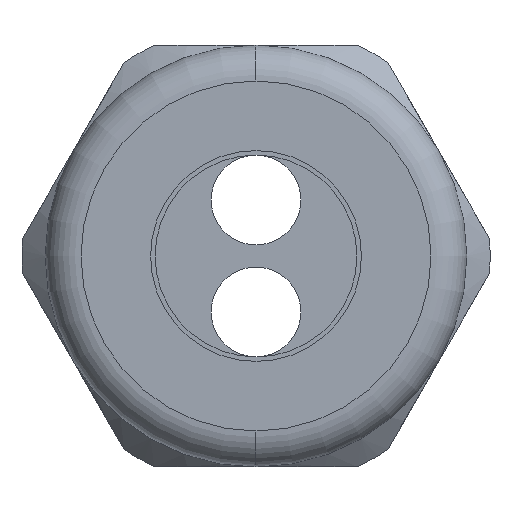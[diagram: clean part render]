
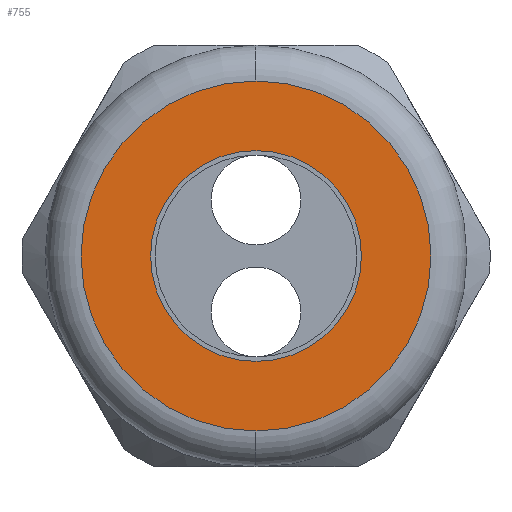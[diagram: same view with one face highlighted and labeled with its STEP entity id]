
A CAD part, left-side view. The second image highlights one B-rep face of the part: STEP entity #755.
In plain terms, the highlighted planar face has unit normal (-1, 0, 0).
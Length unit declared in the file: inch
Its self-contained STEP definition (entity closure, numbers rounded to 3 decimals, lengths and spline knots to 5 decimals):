
#43 = VERTEX_POINT ( 'NONE', #1557 ) ;
#53 = VERTEX_POINT ( 'NONE', #1593 ) ;
#57 = EDGE_CURVE ( 'NONE', #53, #43, #1591, .T. ) ;
#77 = VERTEX_POINT ( 'NONE', #1606 ) ;
#78 = VERTEX_POINT ( 'NONE', #1605 ) ;
#80 = EDGE_CURVE ( 'NONE', #77, #78, #1604, .T. ) ;
#755 = ADVANCED_FACE ( 'NONE', ( #3029, #3028 ), #3027, .T. ) ;
#758 = EDGE_LOOP ( 'NONE', ( #761, #763 ) ) ;
#761 = ORIENTED_EDGE ( 'NONE', *, *, #57, .T. ) ;
#763 = ORIENTED_EDGE ( 'NONE', *, *, #765, .T. ) ;
#765 = EDGE_CURVE ( 'NONE', #43, #53, #3015, .T. ) ;
#766 = EDGE_LOOP ( 'NONE', ( #769, #801 ) ) ;
#769 = ORIENTED_EDGE ( 'NONE', *, *, #771, .T. ) ;
#771 = EDGE_CURVE ( 'NONE', #78, #77, #3067, .T. ) ;
#801 = ORIENTED_EDGE ( 'NONE', *, *, #80, .T. ) ;
#1557 = CARTESIAN_POINT ( 'NONE',  ( -1.37, 0., -0.39 ) ) ;
#1587 = DIRECTION ( 'NONE',  ( 0., 0., 1. ) ) ;
#1588 = DIRECTION ( 'NONE',  ( -1., 0., 0. ) ) ;
#1589 = CARTESIAN_POINT ( 'NONE',  ( -1.37, 0., 0. ) ) ;
#1590 = AXIS2_PLACEMENT_3D ( 'NONE', #1589, #1588, #1587 ) ;
#1591 = CIRCLE ( 'NONE', #1590, 0.39 ) ;
#1593 = CARTESIAN_POINT ( 'NONE',  ( -1.37, 0., 0.39 ) ) ;
#1604 = CIRCLE ( 'NONE', #1665, 0.235 ) ;
#1605 = CARTESIAN_POINT ( 'NONE',  ( -1.37, 0., -0.235 ) ) ;
#1606 = CARTESIAN_POINT ( 'NONE',  ( -1.37, 0., 0.235 ) ) ;
#1662 = DIRECTION ( 'NONE',  ( 0., 0., -1. ) ) ;
#1663 = DIRECTION ( 'NONE',  ( 1., 0., 0. ) ) ;
#1664 = CARTESIAN_POINT ( 'NONE',  ( -1.37, 0., 0. ) ) ;
#1665 = AXIS2_PLACEMENT_3D ( 'NONE', #1664, #1663, #1662 ) ;
#3014 = AXIS2_PLACEMENT_3D ( 'NONE', #3077, #3076, #3075 ) ;
#3015 = CIRCLE ( 'NONE', #3014, 0.39 ) ;
#3023 = DIRECTION ( 'NONE',  ( 0., 0., 1. ) ) ;
#3024 = DIRECTION ( 'NONE',  ( -1., 0., 0. ) ) ;
#3025 = CARTESIAN_POINT ( 'NONE',  ( -1.37, 0.47, 0. ) ) ;
#3026 = AXIS2_PLACEMENT_3D ( 'NONE', #3025, #3024, #3023 ) ;
#3027 = PLANE ( 'NONE',  #3026 ) ;
#3028 = FACE_BOUND ( 'NONE', #766, .T. ) ;
#3029 = FACE_OUTER_BOUND ( 'NONE', #758, .T. ) ;
#3059 = DIRECTION ( 'NONE',  ( 0., 0., -1. ) ) ;
#3060 = DIRECTION ( 'NONE',  ( 1., 0., 0. ) ) ;
#3061 = CARTESIAN_POINT ( 'NONE',  ( -1.37, 0., 0. ) ) ;
#3062 = AXIS2_PLACEMENT_3D ( 'NONE', #3061, #3060, #3059 ) ;
#3067 = CIRCLE ( 'NONE', #3062, 0.235 ) ;
#3075 = DIRECTION ( 'NONE',  ( 0., 0., 1. ) ) ;
#3076 = DIRECTION ( 'NONE',  ( -1., 0., 0. ) ) ;
#3077 = CARTESIAN_POINT ( 'NONE',  ( -1.37, 0., 0. ) ) ;
